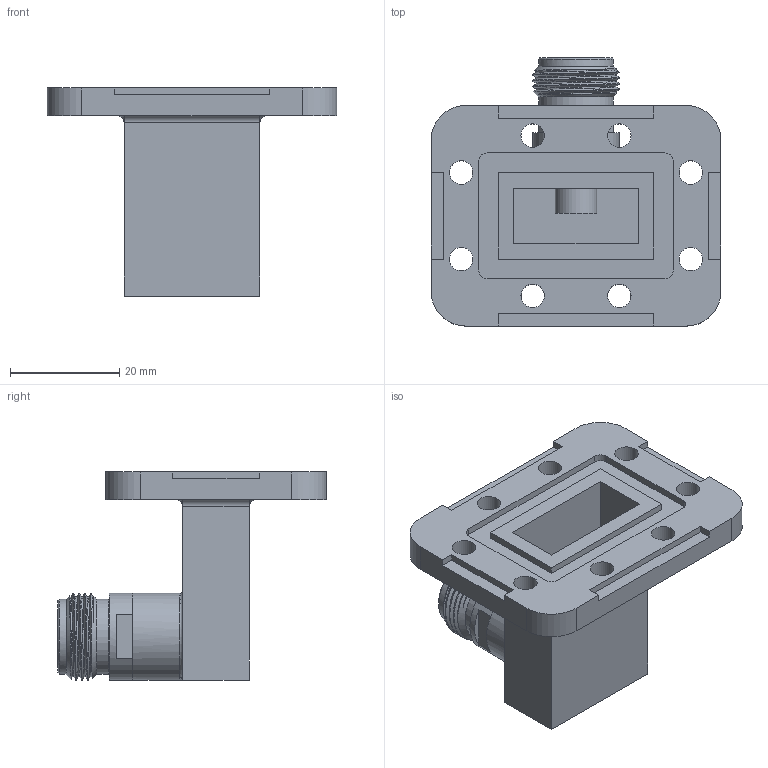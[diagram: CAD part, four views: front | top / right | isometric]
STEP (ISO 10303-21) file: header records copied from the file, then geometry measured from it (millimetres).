
FILE_DESCRIPTION (( 'STEP AP203' ), '1' );
FILE_NAME ('PEWCA1009_3D_3D.step', '2021-09-23T22:43:44', ( '' ), ( '' ), 'SwSTEP 2.0', 'SolidWorks 2021', '' );
FILE_SCHEMA (( 'CONFIG_CONTROL_DESIGN' ));
Length unit declared in the file: inch
Products named in the file (1): PEWCA1009_3D_3D
Bounding box: 53.09 x 49.15 x 38.1 mm (x, y, z)
Volume: 14712.1 mm3; surface area: 12285.9 mm2
Topology: 1 solids, 1 shells, 126 faces, 333 edges, 214 vertices
Faces by surface type: plane 68, cylinder 38, cone 9, torus 6, bspline 5
Full cylindrical faces by diameter (mm): 1.524 x1, 2.54 x1, 4.293 x8, 6.858 x1, 7.62 x1, 8.382 x1, 13.716 x2, 15.875 x2
Entity records: 5555 total; most frequent: CARTESIAN_POINT 2620, ORIENTED_EDGE 578, DIRECTION 565, EDGE_CURVE 289, AXIS2_PLACEMENT_3D 207, VERTEX_POINT 199, EDGE_LOOP 174, VECTOR 151
